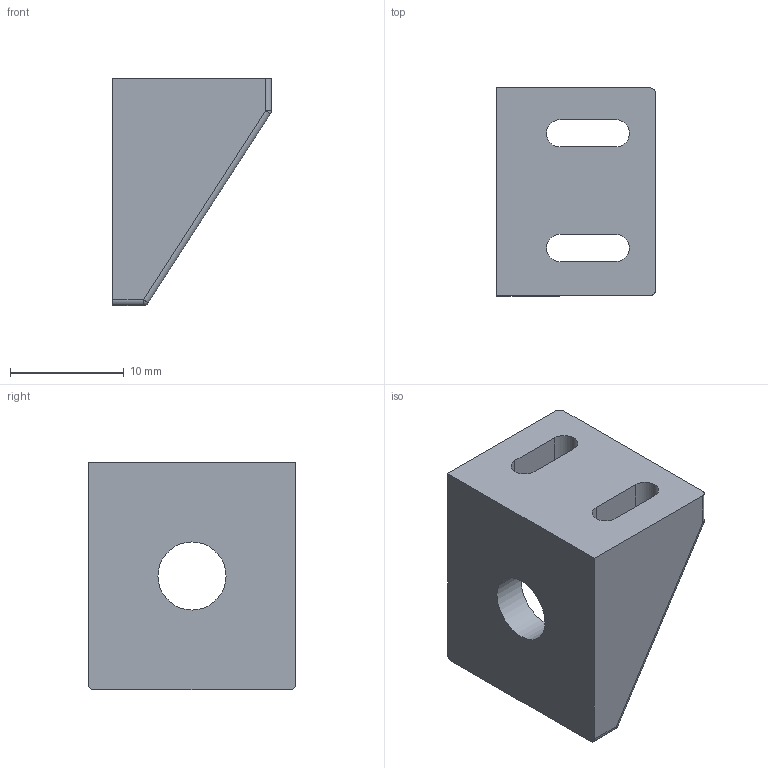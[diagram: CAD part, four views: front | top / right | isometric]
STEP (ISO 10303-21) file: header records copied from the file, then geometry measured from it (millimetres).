
FILE_DESCRIPTION(/* description */ (''),/* implementation_level */ '2;1');
FILE_NAME(/* name */ 'Holder v1.step',/* time_stamp */ '2019-10-28T15:59:35+01:00',/* author */ (''),/* organization */ (''),/* preprocessor_version */ 'ST-DEVELOPER v18',/* originating_system */ 'Autodesk Translation Framework v8.6.0.1094',/* authorisation */ '');
FILE_SCHEMA (('AUTOMOTIVE_DESIGN { 1 0 10303 214 3 1 1 }'));
Length unit declared in the file: millimetre
Products named in the file (1): Holder
Bounding box: 14 x 18.3 x 20 mm (x, y, z)
Volume: 1887.5 mm3; surface area: 1788.1 mm2
Topology: 1 solids, 1 shells, 37 faces, 94 edges, 59 vertices
Faces by surface type: cylinder 17, plane 16, sphere 4
Full cylindrical faces by diameter (mm): 6 x1
Entity records: 1182 total; most frequent: CARTESIAN_POINT 215, DIRECTION 205, ORIENTED_EDGE 188, EDGE_CURVE 94, AXIS2_PLACEMENT_3D 75, VERTEX_POINT 59, LINE 55, VECTOR 55
